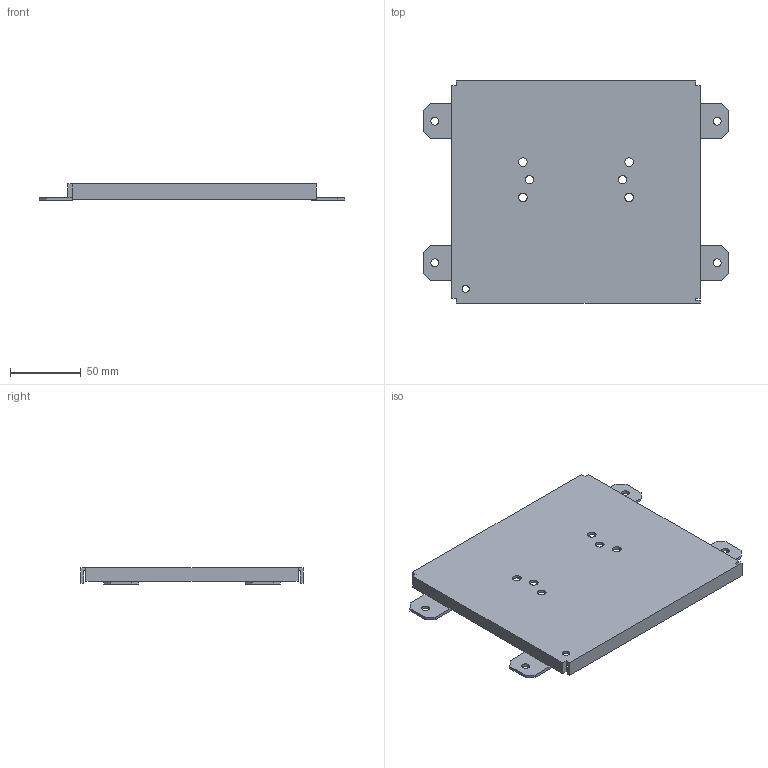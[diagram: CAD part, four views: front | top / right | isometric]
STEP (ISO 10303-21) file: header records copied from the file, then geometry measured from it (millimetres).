
FILE_DESCRIPTION((''),'2;1');
FILE_NAME('PM_K00_PROGECAD_ASM','2023-02-10T12:05:58',('klemen.sitar'),('Audax d.o.o.'),'CREO PARAMETRIC BY PTC INC, 2021304','CREO PARAMETRIC BY PTC INC, 2021304','');
FILE_SCHEMA(('AP242_MANAGED_MODEL_BASED_3D_ENGINEERING_MIM_LF { 1 0 10303 442 1 1 4 }'));
Length unit declared in the file: millimetre
Products named in the file (3): OPEN_CASCADE_STEP_TRANSLATOR-45; PM_1_K00_ASM; PM_K00_PROGECAD_ASM
Assembly tree (2 placements, depth 3):
  PM_K00_PROGECAD_ASM
    PM_1_K00_ASM
      OPEN_CASCADE_STEP_TRANSLATOR-45
Bounding box: 216 x 157 x 11.5 mm (x, y, z)
Volume: 73133.4 mm3; surface area: 71706.3 mm2
Topology: 1 solids, 1 shells, 77 faces, 213 edges, 138 vertices
Faces by surface type: plane 55, cylinder 22
Entity records: 4063 total; most frequent: CARTESIAN_POINT 440, ORIENTED_EDGE 426, DIRECTION 423, PRESENTATION_STYLE_ASSIGNMENT 291, STYLED_ITEM 291, CURVE_STYLE 213, EDGE_CURVE 213, COLOUR_RGB 197
